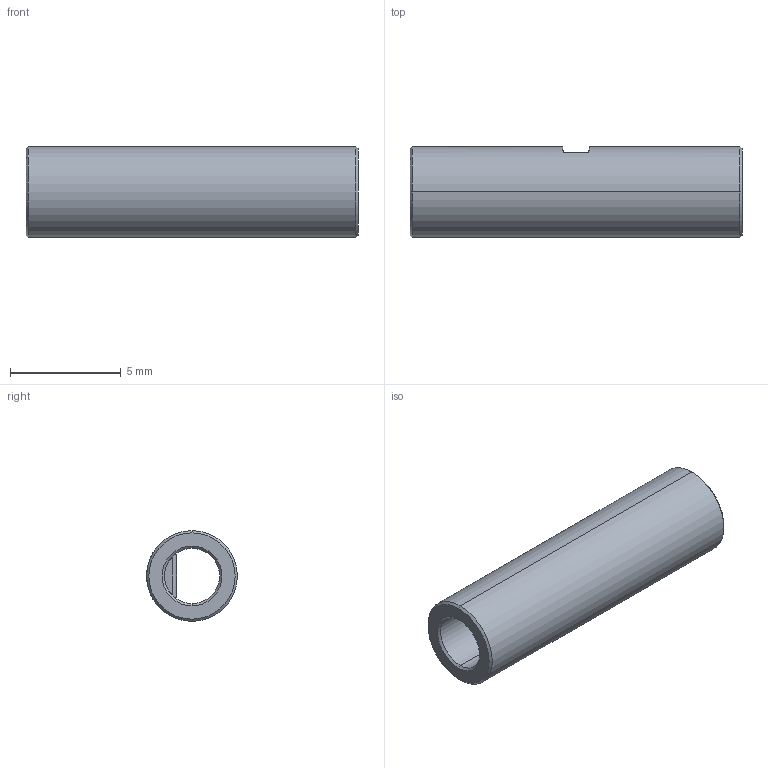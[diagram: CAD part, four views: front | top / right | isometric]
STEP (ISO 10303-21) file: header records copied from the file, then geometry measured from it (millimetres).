
FILE_DESCRIPTION (( 'STEP AP203' ), '1' );
FILE_NAME ('01260.STEP', '2024-09-05T11:19:55', ( '' ), ( '' ), 'SwSTEP 2.0', 'SolidWorks 2022', '' );
FILE_SCHEMA (( 'CONFIG_CONTROL_DESIGN' ));
Length unit declared in the file: millimetre
Products named in the file (1): 01260
Bounding box: 15 x 4.1 x 4.1 mm (x, y, z)
Volume: 124.3 mm3; surface area: 327.1 mm2
Topology: 1 solids, 1 shells, 40 faces, 92 edges, 52 vertices
Faces by surface type: cylinder 14, bspline 12, cone 8, plane 6
Entity records: 1413 total; most frequent: CARTESIAN_POINT 557, ORIENTED_EDGE 176, DIRECTION 142, EDGE_CURVE 88, AXIS2_PLACEMENT_3D 57, VERTEX_POINT 52, EDGE_LOOP 44, ADVANCED_FACE 40
